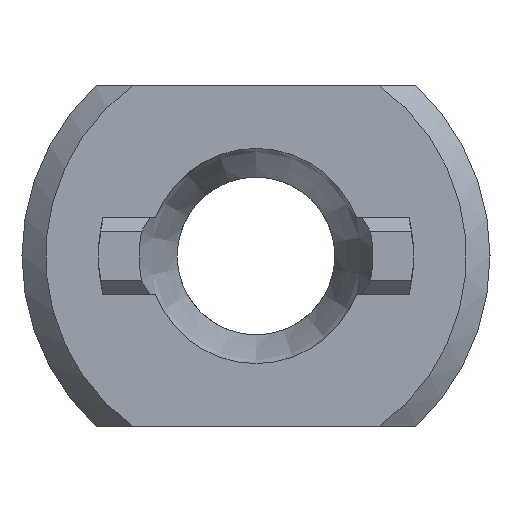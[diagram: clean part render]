
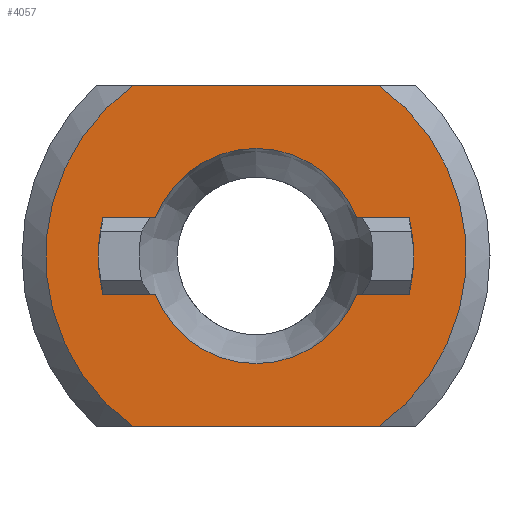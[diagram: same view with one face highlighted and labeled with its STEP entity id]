
A CAD part, left-side view. The second image highlights one B-rep face of the part: STEP entity #4057.
In plain terms, the highlighted planar face has unit normal (-1, 0, 0).
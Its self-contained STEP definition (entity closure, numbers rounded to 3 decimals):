
#156 = ORIENTED_EDGE ( 'NONE', *, *, #4216, .T. ) ;
#336 = AXIS2_PLACEMENT_3D ( 'NONE', #9161, #6051, #521 ) ;
#399 = EDGE_CURVE ( 'NONE', #7194, #9549, #6216, .T. ) ;
#444 = EDGE_LOOP ( 'NONE', ( #6889, #4236, #10366, #10539 ) ) ;
#465 = VERTEX_POINT ( 'NONE', #2348 ) ;
#521 = DIRECTION ( 'NONE',  ( 0., 0., 1. ) ) ;
#769 = ORIENTED_EDGE ( 'NONE', *, *, #1389, .F. ) ;
#884 = ORIENTED_EDGE ( 'NONE', *, *, #7893, .T. ) ;
#890 = CARTESIAN_POINT ( 'NONE',  ( 1., 0., 1.45 ) ) ;
#1018 = EDGE_CURVE ( 'NONE', #7529, #8518, #1293, .T. ) ;
#1168 = ORIENTED_EDGE ( 'NONE', *, *, #9503, .F. ) ;
#1293 = LINE ( 'NONE', #8196, #4852 ) ;
#1389 = EDGE_CURVE ( 'NONE', #9885, #8242, #5908, .T. ) ;
#1579 = EDGE_CURVE ( 'NONE', #9549, #9655, #4975, .T. ) ;
#1587 = CARTESIAN_POINT ( 'NONE',  ( 1., 0., -6.5 ) ) ;
#2202 = EDGE_CURVE ( 'NONE', #8518, #10015, #4438, .T. ) ;
#2289 = DIRECTION ( 'NONE',  ( 0., 1., 0. ) ) ;
#2348 = CARTESIAN_POINT ( 'NONE',  ( 1., -4.664, -6.5 ) ) ;
#2366 = VECTOR ( 'NONE', #12791, 1000. ) ;
#2406 = CARTESIAN_POINT ( 'NONE',  ( 1., -5.822, -1.45 ) ) ;
#2427 = AXIS2_PLACEMENT_3D ( 'NONE', #3240, #5366, #4241 ) ;
#2568 = CARTESIAN_POINT ( 'NONE',  ( 1., -4.664, 6.5 ) ) ;
#2604 = PLANE ( 'NONE',  #4909 ) ;
#2710 = VERTEX_POINT ( 'NONE', #8297 ) ;
#2794 = CARTESIAN_POINT ( 'NONE',  ( 1., -3.826, 1.45 ) ) ;
#2898 = DIRECTION ( 'NONE',  ( 0., -1., 0. ) ) ;
#2983 = CARTESIAN_POINT ( 'NONE',  ( 1., 5.822, 1.45 ) ) ;
#3202 = DIRECTION ( 'NONE',  ( 0., 0., 1. ) ) ;
#3235 = ORIENTED_EDGE ( 'NONE', *, *, #11163, .T. ) ;
#3240 = CARTESIAN_POINT ( 'NONE',  ( 1., 0., 0. ) ) ;
#3466 = VECTOR ( 'NONE', #10141, 1000. ) ;
#3545 = DIRECTION ( 'NONE',  ( 0., 0., 1. ) ) ;
#3743 = DIRECTION ( 'NONE',  ( 0., 0., 1. ) ) ;
#3751 = AXIS2_PLACEMENT_3D ( 'NONE', #12121, #4278, #10060 ) ;
#3787 = ORIENTED_EDGE ( 'NONE', *, *, #1579, .F. ) ;
#3825 = CARTESIAN_POINT ( 'NONE',  ( 1., 0., 0. ) ) ;
#3989 = AXIS2_PLACEMENT_3D ( 'NONE', #3825, #12800, #3743 ) ;
#4057 = ADVANCED_FACE ( 'NONE', ( #11282, #11867 ), #2604, .T. ) ;
#4092 = VERTEX_POINT ( 'NONE', #11982 ) ;
#4216 = EDGE_CURVE ( 'NONE', #8009, #2710, #8018, .T. ) ;
#4236 = ORIENTED_EDGE ( 'NONE', *, *, #1018, .T. ) ;
#4241 = DIRECTION ( 'NONE',  ( 0., 0., 1. ) ) ;
#4243 = DIRECTION ( 'NONE',  ( -1., 0., 0. ) ) ;
#4278 = DIRECTION ( 'NONE',  ( -1., 0., 0. ) ) ;
#4438 = CIRCLE ( 'NONE', #3751, 8. ) ;
#4697 = DIRECTION ( 'NONE',  ( 0., 0., 1. ) ) ;
#4852 = VECTOR ( 'NONE', #2289, 1000. ) ;
#4909 = AXIS2_PLACEMENT_3D ( 'NONE', #10506, #8593, #3545 ) ;
#4975 = LINE ( 'NONE', #10984, #2366 ) ;
#5229 = ORIENTED_EDGE ( 'NONE', *, *, #399, .F. ) ;
#5235 = VECTOR ( 'NONE', #8918, 1000. ) ;
#5366 = DIRECTION ( 'NONE',  ( -1., 0., 0. ) ) ;
#5579 = CARTESIAN_POINT ( 'NONE',  ( 1., 3.826, -1.45 ) ) ;
#5908 = LINE ( 'NONE', #9010, #3466 ) ;
#6051 = DIRECTION ( 'NONE',  ( -1., 0., 0. ) ) ;
#6209 = CIRCLE ( 'NONE', #2427, 6. ) ;
#6216 = CIRCLE ( 'NONE', #336, 6. ) ;
#6223 = LINE ( 'NONE', #890, #12436 ) ;
#6859 = LINE ( 'NONE', #1587, #9180 ) ;
#6889 = ORIENTED_EDGE ( 'NONE', *, *, #8736, .T. ) ;
#6927 = EDGE_CURVE ( 'NONE', #10015, #465, #6859, .T. ) ;
#7174 = EDGE_CURVE ( 'NONE', #7194, #4092, #6223, .T. ) ;
#7194 = VERTEX_POINT ( 'NONE', #2983 ) ;
#7529 = VERTEX_POINT ( 'NONE', #2568 ) ;
#7565 = CARTESIAN_POINT ( 'NONE',  ( 1., 4.664, -6.5 ) ) ;
#7595 = CARTESIAN_POINT ( 'NONE',  ( 1., 4.664, 6.5 ) ) ;
#7893 = EDGE_CURVE ( 'NONE', #9885, #9655, #10079, .T. ) ;
#7921 = CIRCLE ( 'NONE', #3989, 4.092 ) ;
#8009 = VERTEX_POINT ( 'NONE', #2794 ) ;
#8016 = CARTESIAN_POINT ( 'NONE',  ( 1., 0., 1.45 ) ) ;
#8018 = LINE ( 'NONE', #8016, #5235 ) ;
#8117 = CARTESIAN_POINT ( 'NONE',  ( 1., 0., 0. ) ) ;
#8196 = CARTESIAN_POINT ( 'NONE',  ( 1., 0., 6.5 ) ) ;
#8234 = CIRCLE ( 'NONE', #10919, 8. ) ;
#8242 = VERTEX_POINT ( 'NONE', #2406 ) ;
#8285 = ORIENTED_EDGE ( 'NONE', *, *, #7174, .T. ) ;
#8297 = CARTESIAN_POINT ( 'NONE',  ( 1., -5.822, 1.45 ) ) ;
#8518 = VERTEX_POINT ( 'NONE', #7595 ) ;
#8531 = DIRECTION ( 'NONE',  ( 1., 0., 0. ) ) ;
#8593 = DIRECTION ( 'NONE',  ( -1., 0., 0. ) ) ;
#8736 = EDGE_CURVE ( 'NONE', #465, #7529, #8234, .T. ) ;
#8918 = DIRECTION ( 'NONE',  ( 0., -1., 0. ) ) ;
#9006 = CARTESIAN_POINT ( 'NONE',  ( 1., -3.826, -1.45 ) ) ;
#9010 = CARTESIAN_POINT ( 'NONE',  ( 1., 0., -1.45 ) ) ;
#9161 = CARTESIAN_POINT ( 'NONE',  ( 1., 0., 0. ) ) ;
#9180 = VECTOR ( 'NONE', #11506, 1000. ) ;
#9503 = EDGE_CURVE ( 'NONE', #8242, #2710, #6209, .T. ) ;
#9549 = VERTEX_POINT ( 'NONE', #11107 ) ;
#9655 = VERTEX_POINT ( 'NONE', #5579 ) ;
#9885 = VERTEX_POINT ( 'NONE', #9006 ) ;
#10015 = VERTEX_POINT ( 'NONE', #7565 ) ;
#10060 = DIRECTION ( 'NONE',  ( 0., 0., 1. ) ) ;
#10079 = CIRCLE ( 'NONE', #10356, 4.092 ) ;
#10141 = DIRECTION ( 'NONE',  ( 0., -1., 0. ) ) ;
#10356 = AXIS2_PLACEMENT_3D ( 'NONE', #10570, #8531, #4697 ) ;
#10366 = ORIENTED_EDGE ( 'NONE', *, *, #2202, .T. ) ;
#10506 = CARTESIAN_POINT ( 'NONE',  ( 1., 0., 0. ) ) ;
#10539 = ORIENTED_EDGE ( 'NONE', *, *, #6927, .T. ) ;
#10570 = CARTESIAN_POINT ( 'NONE',  ( 1., 0., 0. ) ) ;
#10636 = EDGE_LOOP ( 'NONE', ( #884, #3787, #5229, #8285, #3235, #156, #1168, #769 ) ) ;
#10919 = AXIS2_PLACEMENT_3D ( 'NONE', #8117, #4243, #3202 ) ;
#10984 = CARTESIAN_POINT ( 'NONE',  ( 1., 0., -1.45 ) ) ;
#11107 = CARTESIAN_POINT ( 'NONE',  ( 1., 5.822, -1.45 ) ) ;
#11163 = EDGE_CURVE ( 'NONE', #4092, #8009, #7921, .T. ) ;
#11282 = FACE_OUTER_BOUND ( 'NONE', #444, .T. ) ;
#11506 = DIRECTION ( 'NONE',  ( 0., -1., 0. ) ) ;
#11867 = FACE_BOUND ( 'NONE', #10636, .T. ) ;
#11982 = CARTESIAN_POINT ( 'NONE',  ( 1., 3.826, 1.45 ) ) ;
#12121 = CARTESIAN_POINT ( 'NONE',  ( 1., 0., 0. ) ) ;
#12436 = VECTOR ( 'NONE', #2898, 1000. ) ;
#12791 = DIRECTION ( 'NONE',  ( 0., -1., 0. ) ) ;
#12800 = DIRECTION ( 'NONE',  ( 1., 0., 0. ) ) ;
